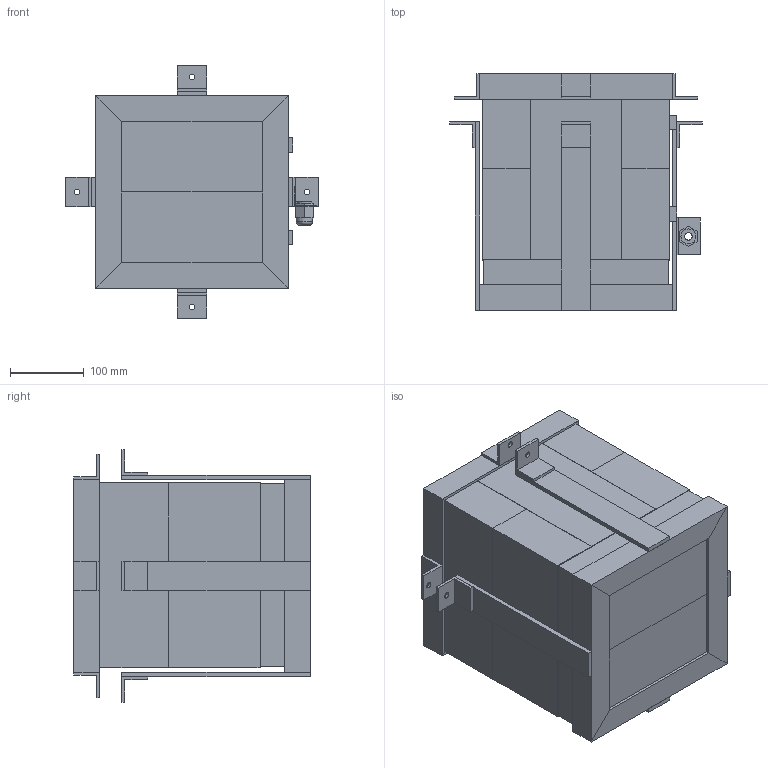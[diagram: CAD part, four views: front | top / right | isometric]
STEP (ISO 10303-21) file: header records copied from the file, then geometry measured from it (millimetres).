
FILE_DESCRIPTION(/* description */ (''),/* implementation_level */ '2;1');
FILE_NAME(/* name */ 'Furnace v2.step',/* time_stamp */ '2020-05-27T05:18:47+02:00',/* author */ (''),/* organization */ (''),/* preprocessor_version */ 'ST-DEVELOPER v18.1',/* originating_system */ 'Autodesk Translation Framework v9.3.0.1241',/* authorisation */ '');
FILE_SCHEMA (('AUTOMOTIVE_DESIGN { 1 0 10303 214 3 1 1 }'));
Length unit declared in the file: millimetre
Products named in the file (1): Furnace
Bounding box: 342 x 320 x 342 mm (x, y, z)
Volume: 16725620.9 mm3; surface area: 1319680.5 mm2
Topology: 34 solids, 34 shells, 269 faces, 591 edges, 394 vertices
Faces by surface type: plane 250, cylinder 18, torus 1
Full cylindrical faces by diameter (mm): 5 x4, 8 x8, 10 x1, 12 x1, 20 x3, 22 x1
Entity records: 7338 total; most frequent: CARTESIAN_POINT 1255, ORIENTED_EDGE 1182, DIRECTION 1170, EDGE_CURVE 591, LINE 552, VECTOR 552, VERTEX_POINT 394, AXIS2_PLACEMENT_3D 309
